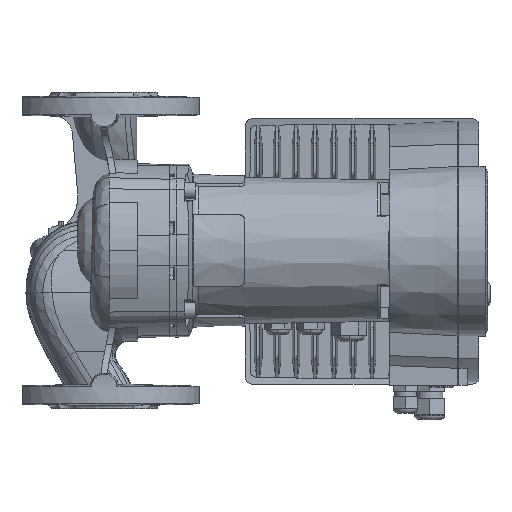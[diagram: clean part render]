
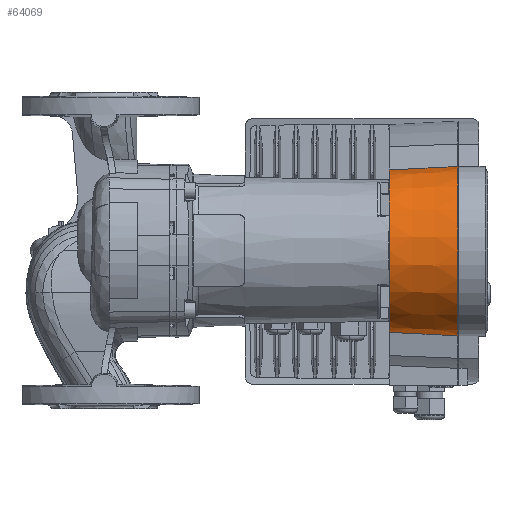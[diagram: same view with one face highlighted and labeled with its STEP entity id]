
A CAD part, top view. The second image highlights one B-rep face of the part: STEP entity #64069.
In plain terms, the highlighted conical face has half-angle 3 degrees and reference radius 67 mm.
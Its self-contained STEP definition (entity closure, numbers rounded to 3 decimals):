
#1859 = CARTESIAN_POINT ( 'NONE',  ( 264.5, -67., -264.213 ) ) ;
#1870 = LINE ( 'NONE', #1859, #10042 ) ;
#1879 = DIRECTION ( 'NONE',  ( 0.999, -0.052, 0. ) ) ;
#2762 = CARTESIAN_POINT ( 'NONE',  ( 232.365, 65.316, -263.507 ) ) ;
#2764 = CARTESIAN_POINT ( 'NONE',  ( 216.298, 64.474, -264.213 ) ) ;
#2774 = CARTESIAN_POINT ( 'NONE',  ( 248.432, 66.146, -262.798 ) ) ;
#2775 = CARTESIAN_POINT ( 'NONE',  ( 264.5, 66.966, -262.088 ) ) ;
#9719 = AXIS2_PLACEMENT_3D ( 'NONE', #48764, #48766, #48768 ) ;
#9820 = CIRCLE ( 'NONE', #9719, 67. ) ;
#10042 = VECTOR ( 'NONE', #1879, 1000. ) ;
#10510 = VECTOR ( 'NONE', #82860, 1000. ) ;
#10831 = CIRCLE ( 'NONE', #10832, 64.17 ) ;
#10832 = AXIS2_PLACEMENT_3D ( 'NONE', #84290, #84291, #84292 ) ;
#27564 = EDGE_CURVE ( 'NONE', #57549, #57536, #82850, .T. ) ;
#47398 = AXIS2_PLACEMENT_3D ( 'NONE', #53569, #53571, #53559 ) ;
#47401 = CONICAL_SURFACE ( 'NONE', #47398, 67., 0.052 ) ;
#48764 = CARTESIAN_POINT ( 'NONE',  ( 264.5, 0., -264.213 ) ) ;
#48766 = DIRECTION ( 'NONE',  ( 1., 0., 0. ) ) ;
#48768 = DIRECTION ( 'NONE',  ( 0., -1., 0. ) ) ;
#53559 = DIRECTION ( 'NONE',  ( 0., -1., 0. ) ) ;
#53569 = CARTESIAN_POINT ( 'NONE',  ( 264.5, 0., -264.213 ) ) ;
#53570 = FACE_OUTER_BOUND ( 'NONE', #74807, .T. ) ;
#53571 = DIRECTION ( 'NONE',  ( 1., 0., 0. ) ) ;
#53712 = EDGE_CURVE ( 'NONE', #57549, #57585, #10831, .T. ) ;
#54017 = EDGE_CURVE ( 'NONE', #57531, #57528, #73279, .T. ) ;
#54198 = EDGE_CURVE ( 'NONE', #57541, #57528, #9820, .T. ) ;
#54854 = EDGE_CURVE ( 'NONE', #57585, #57531, #1870, .T. ) ;
#54980 = EDGE_CURVE ( 'NONE', #57536, #57541, #73510, .T. ) ;
#57528 = VERTEX_POINT ( 'NONE', #77266 ) ;
#57531 = VERTEX_POINT ( 'NONE', #77267 ) ;
#57536 = VERTEX_POINT ( 'NONE', #77269 ) ;
#57541 = VERTEX_POINT ( 'NONE', #77271 ) ;
#57549 = VERTEX_POINT ( 'NONE', #77274 ) ;
#57585 = VERTEX_POINT ( 'NONE', #77287 ) ;
#64069 = ADVANCED_FACE ( 'NONE', ( #53570 ), #47401, .T. ) ;
#65382 = ORIENTED_EDGE ( 'NONE', *, *, #27564, .F. ) ;
#65384 = ORIENTED_EDGE ( 'NONE', *, *, #53712, .T. ) ;
#65386 = ORIENTED_EDGE ( 'NONE', *, *, #54854, .T. ) ;
#65387 = ORIENTED_EDGE ( 'NONE', *, *, #54017, .T. ) ;
#65388 = ORIENTED_EDGE ( 'NONE', *, *, #54198, .F. ) ;
#65390 = ORIENTED_EDGE ( 'NONE', *, *, #54980, .F. ) ;
#73279 = B_SPLINE_CURVE_WITH_KNOTS ( 'NONE', 3,
 ( #81501, #81494, #81496, #81502 ),
 .UNSPECIFIED., .F., .F.,
 ( 4, 4 ),
 ( 0.006, 0.054 ),
 .UNSPECIFIED. ) ;
#73510 = B_SPLINE_CURVE_WITH_KNOTS ( 'NONE', 3,
 ( #2764, #2762, #2774, #2775 ),
 .UNSPECIFIED., .F., .F.,
 ( 4, 4 ),
 ( 0.006, 0.054 ),
 .UNSPECIFIED. ) ;
#74807 = EDGE_LOOP ( 'NONE', ( #65382, #65384, #65386, #65387, #65388, #65390 ) ) ;
#77266 = CARTESIAN_POINT ( 'NONE',  ( 264.5, -66.966, -262.088 ) ) ;
#77267 = CARTESIAN_POINT ( 'NONE',  ( 216.298, -64.474, -264.213 ) ) ;
#77269 = CARTESIAN_POINT ( 'NONE',  ( 216.298, 64.474, -264.213 ) ) ;
#77271 = CARTESIAN_POINT ( 'NONE',  ( 264.5, 66.966, -262.088 ) ) ;
#77274 = CARTESIAN_POINT ( 'NONE',  ( 210.5, 64.17, -264.213 ) ) ;
#77287 = CARTESIAN_POINT ( 'NONE',  ( 210.5, -64.17, -264.213 ) ) ;
#81494 = CARTESIAN_POINT ( 'NONE',  ( 232.365, -65.316, -263.507 ) ) ;
#81496 = CARTESIAN_POINT ( 'NONE',  ( 248.432, -66.146, -262.798 ) ) ;
#81501 = CARTESIAN_POINT ( 'NONE',  ( 216.298, -64.474, -264.213 ) ) ;
#81502 = CARTESIAN_POINT ( 'NONE',  ( 264.5, -66.966, -262.088 ) ) ;
#82849 = CARTESIAN_POINT ( 'NONE',  ( 264.5, 67., -264.213 ) ) ;
#82850 = LINE ( 'NONE', #82849, #10510 ) ;
#82860 = DIRECTION ( 'NONE',  ( 0.999, 0.052, 0. ) ) ;
#84290 = CARTESIAN_POINT ( 'NONE',  ( 210.5, 0., -264.213 ) ) ;
#84291 = DIRECTION ( 'NONE',  ( 1., 0., 0. ) ) ;
#84292 = DIRECTION ( 'NONE',  ( 0., -1., 0. ) ) ;
